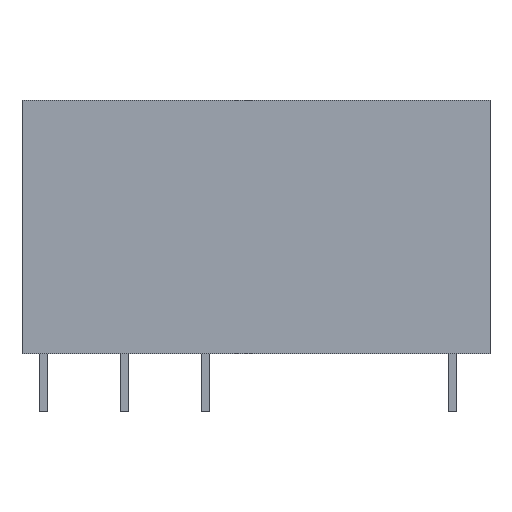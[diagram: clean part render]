
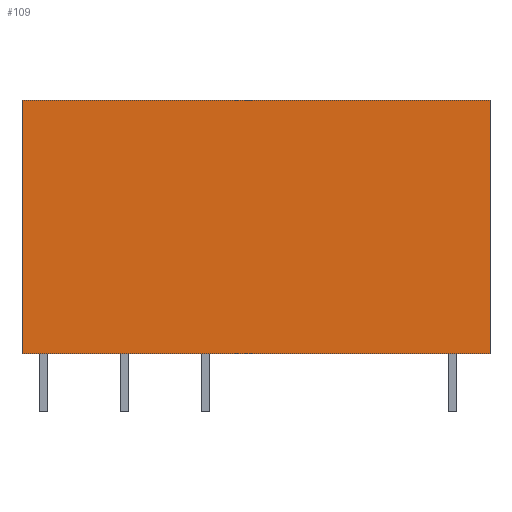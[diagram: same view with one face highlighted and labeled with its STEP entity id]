
A CAD part, left-side view. The second image highlights one B-rep face of the part: STEP entity #109.
In plain terms, the highlighted planar face has unit normal (-1, 0, 0).
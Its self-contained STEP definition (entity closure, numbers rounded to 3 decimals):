
#82=AXIS2_PLACEMENT_3D('Plane Axis2P3D',#79,#80,#81) ;
#36=CARTESIAN_POINT('Line Origine',(0.,14.5,3.6)) ;
#40=CARTESIAN_POINT('Vertex',(0.,0.,3.6)) ;
#42=CARTESIAN_POINT('Vertex',(0.,29.,3.6)) ;
#79=CARTESIAN_POINT('Axis2P3D Location',(0.,0.,3.6)) ;
#84=CARTESIAN_POINT('Line Origine',(0.,14.5,19.3)) ;
#88=CARTESIAN_POINT('Vertex',(0.,0.,19.3)) ;
#90=CARTESIAN_POINT('Vertex',(0.,29.,19.3)) ;
#93=CARTESIAN_POINT('Line Origine',(0.,29.,11.45)) ;
#98=CARTESIAN_POINT('Line Origine',(0.,0.,11.45)) ;
#37=DIRECTION('Vector Direction',(0.,1.,0.)) ;
#80=DIRECTION('Axis2P3D Direction',(1.,0.,0.)) ;
#81=DIRECTION('Axis2P3D XDirection',(0.,1.,0.)) ;
#85=DIRECTION('Vector Direction',(0.,1.,0.)) ;
#94=DIRECTION('Vector Direction',(0.,0.,1.)) ;
#99=DIRECTION('Vector Direction',(0.,0.,1.)) ;
#38=VECTOR('Line Direction',#37,1.) ;
#86=VECTOR('Line Direction',#85,1.) ;
#95=VECTOR('Line Direction',#94,1.) ;
#100=VECTOR('Line Direction',#99,1.) ;
#104=ORIENTED_EDGE('',*,*,#92,.T.) ;
#105=ORIENTED_EDGE('',*,*,#97,.F.) ;
#106=ORIENTED_EDGE('',*,*,#44,.F.) ;
#107=ORIENTED_EDGE('',*,*,#102,.T.) ;
#109=ADVANCED_FACE('RELAIS',(#108),#83,.F.) ;
#44=EDGE_CURVE('',#41,#43,#39,.T.) ;
#92=EDGE_CURVE('',#89,#91,#87,.T.) ;
#97=EDGE_CURVE('',#43,#91,#96,.T.) ;
#102=EDGE_CURVE('',#41,#89,#101,.T.) ;
#103=EDGE_LOOP('',(#104,#105,#106,#107)) ;
#108=FACE_OUTER_BOUND('',#103,.T.) ;
#39=LINE('Line',#36,#38) ;
#87=LINE('Line',#84,#86) ;
#96=LINE('Line',#93,#95) ;
#101=LINE('Line',#98,#100) ;
#83=PLANE('',#82) ;
#41=VERTEX_POINT('',#40) ;
#43=VERTEX_POINT('',#42) ;
#89=VERTEX_POINT('',#88) ;
#91=VERTEX_POINT('',#90) ;
